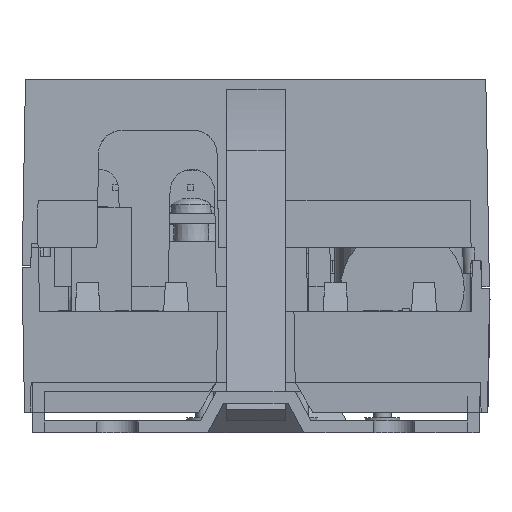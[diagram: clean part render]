
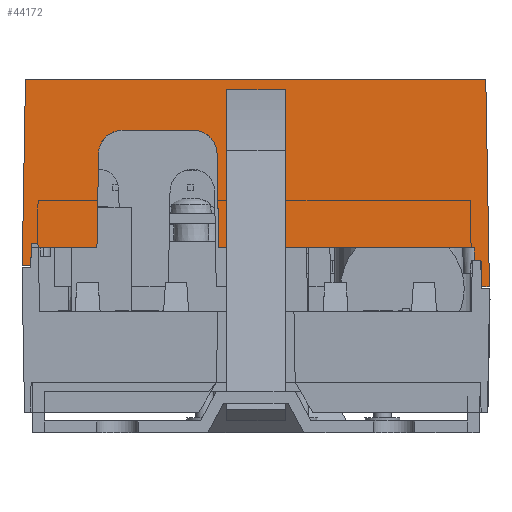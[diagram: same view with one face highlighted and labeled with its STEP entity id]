
A CAD part, front view. The second image highlights one B-rep face of the part: STEP entity #44172.
In plain terms, the highlighted face is planar.
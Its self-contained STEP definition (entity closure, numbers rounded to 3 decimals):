
#37547=ELLIPSE('',#155790,4.001,4.);
#37548=ELLIPSE('',#155791,4.001,4.);
#39756=FACE_OUTER_BOUND('',#81563,.T.);
#44172=ADVANCED_FACE('',(#39756),#48550,.T.);
#48550=PLANE('',#155792);
#58255=LINE('',#214064,#71531);
#58256=LINE('',#214072,#71532);
#58260=LINE('',#214083,#71536);
#58264=LINE('',#214091,#71540);
#58293=LINE('',#214154,#71569);
#58294=LINE('',#214157,#71570);
#58295=LINE('',#214159,#71571);
#58296=LINE('',#214161,#71572);
#58297=LINE('',#214163,#71573);
#58298=LINE('',#214165,#71574);
#58299=LINE('',#214169,#71575);
#58300=LINE('',#214173,#71576);
#58301=LINE('',#214174,#71577);
#58302=LINE('',#214175,#71578);
#58303=LINE('',#214176,#71579);
#58304=LINE('',#214177,#71580);
#58305=LINE('',#214179,#71581);
#58306=LINE('',#214181,#71582);
#58307=LINE('',#214183,#71583);
#58308=LINE('',#214185,#71584);
#71531=VECTOR('',#171009,1.);
#71532=VECTOR('',#171016,1.);
#71536=VECTOR('',#171024,1.);
#71540=VECTOR('',#171028,1.);
#71569=VECTOR('',#171083,1.);
#71570=VECTOR('',#171084,1.);
#71571=VECTOR('',#171085,1.);
#71572=VECTOR('',#171086,1.);
#71573=VECTOR('',#171087,1.);
#71574=VECTOR('',#171088,1.);
#71575=VECTOR('',#171091,1.);
#71576=VECTOR('',#171094,1.);
#71577=VECTOR('',#171095,1.);
#71578=VECTOR('',#171096,1.);
#71579=VECTOR('',#171097,1.);
#71580=VECTOR('',#171098,1.);
#71581=VECTOR('',#171099,1.);
#71582=VECTOR('',#171100,1.);
#71583=VECTOR('',#171101,1.);
#71584=VECTOR('',#171102,1.);
#81563=EDGE_LOOP('',(#99955,#99956,#99957,#99958,#99959,#99960,#99961,#99962,
#99963,#99964,#99965,#99966,#99967,#99968,#99969,#99970,#99971,#99972,#99973,
#99974,#99975,#99976));
#99955=ORIENTED_EDGE('',*,*,#139641,.T.);
#99956=ORIENTED_EDGE('',*,*,#139642,.F.);
#99957=ORIENTED_EDGE('',*,*,#139643,.T.);
#99958=ORIENTED_EDGE('',*,*,#139644,.F.);
#99959=ORIENTED_EDGE('',*,*,#139645,.F.);
#99960=ORIENTED_EDGE('',*,*,#139646,.F.);
#99961=ORIENTED_EDGE('',*,*,#139647,.T.);
#99962=ORIENTED_EDGE('',*,*,#139648,.F.);
#99963=ORIENTED_EDGE('',*,*,#139649,.T.);
#99964=ORIENTED_EDGE('',*,*,#139650,.F.);
#99965=ORIENTED_EDGE('',*,*,#139609,.F.);
#99966=ORIENTED_EDGE('',*,*,#139651,.T.);
#99967=ORIENTED_EDGE('',*,*,#139597,.T.);
#99968=ORIENTED_EDGE('',*,*,#139652,.F.);
#99969=ORIENTED_EDGE('',*,*,#139600,.T.);
#99970=ORIENTED_EDGE('',*,*,#139653,.T.);
#99971=ORIENTED_EDGE('',*,*,#139605,.F.);
#99972=ORIENTED_EDGE('',*,*,#139654,.T.);
#99973=ORIENTED_EDGE('',*,*,#139655,.T.);
#99974=ORIENTED_EDGE('',*,*,#139656,.T.);
#99975=ORIENTED_EDGE('',*,*,#139657,.F.);
#99976=ORIENTED_EDGE('',*,*,#139658,.T.);
#122872=VERTEX_POINT('',#214065);
#122873=VERTEX_POINT('',#214066);
#122874=VERTEX_POINT('',#214070);
#122875=VERTEX_POINT('',#214071);
#122877=VERTEX_POINT('',#214076);
#122880=VERTEX_POINT('',#214082);
#122881=VERTEX_POINT('',#214084);
#122884=VERTEX_POINT('',#214090);
#122906=VERTEX_POINT('',#214155);
#122907=VERTEX_POINT('',#214156);
#122908=VERTEX_POINT('',#214158);
#122909=VERTEX_POINT('',#214160);
#122910=VERTEX_POINT('',#214162);
#122911=VERTEX_POINT('',#214164);
#122912=VERTEX_POINT('',#214166);
#122913=VERTEX_POINT('',#214168);
#122914=VERTEX_POINT('',#214170);
#122915=VERTEX_POINT('',#214172);
#122916=VERTEX_POINT('',#214178);
#122917=VERTEX_POINT('',#214180);
#122918=VERTEX_POINT('',#214182);
#122919=VERTEX_POINT('',#214184);
#139597=EDGE_CURVE('',#122872,#122873,#58255,.T.);
#139600=EDGE_CURVE('',#122874,#122875,#58256,.T.);
#139605=EDGE_CURVE('',#122880,#122881,#58260,.T.);
#139609=EDGE_CURVE('',#122884,#122877,#58264,.T.);
#139641=EDGE_CURVE('',#122906,#122907,#58293,.T.);
#139642=EDGE_CURVE('',#122908,#122907,#58294,.T.);
#139643=EDGE_CURVE('',#122908,#122909,#58295,.T.);
#139644=EDGE_CURVE('',#122910,#122909,#58296,.T.);
#139645=EDGE_CURVE('',#122911,#122910,#58297,.T.);
#139646=EDGE_CURVE('',#122912,#122911,#58298,.T.);
#139647=EDGE_CURVE('',#122912,#122913,#37547,.T.);
#139648=EDGE_CURVE('',#122914,#122913,#58299,.T.);
#139649=EDGE_CURVE('',#122914,#122915,#37548,.T.);
#139650=EDGE_CURVE('',#122877,#122915,#58300,.T.);
#139651=EDGE_CURVE('',#122884,#122872,#58301,.T.);
#139652=EDGE_CURVE('',#122874,#122873,#58302,.T.);
#139653=EDGE_CURVE('',#122875,#122881,#58303,.T.);
#139654=EDGE_CURVE('',#122880,#122916,#58304,.T.);
#139655=EDGE_CURVE('',#122916,#122917,#58305,.T.);
#139656=EDGE_CURVE('',#122917,#122918,#58306,.T.);
#139657=EDGE_CURVE('',#122919,#122918,#58307,.T.);
#139658=EDGE_CURVE('',#122919,#122906,#58308,.T.);
#155790=AXIS2_PLACEMENT_3D('',#214167,#171089,#171090);
#155791=AXIS2_PLACEMENT_3D('',#214171,#171092,#171093);
#155792=AXIS2_PLACEMENT_3D('',#214186,#171103,#171104);
#171009=DIRECTION('',(0.017,0.,1.));
#171016=DIRECTION('',(-0.017,0.,-1.));
#171024=DIRECTION('',(0.,1.,0.));
#171028=DIRECTION('',(0.,1.,0.));
#171083=DIRECTION('',(0.,1.,0.));
#171084=DIRECTION('',(0.017,-0.017,1.));
#171085=DIRECTION('',(0.,-1.,0.));
#171086=DIRECTION('',(-0.017,0.017,-1.));
#171087=DIRECTION('',(0.,1.,0.));
#171088=DIRECTION('',(-0.017,0.017,-1.));
#171089=DIRECTION('',(1.,0.,-0.017));
#171090=DIRECTION('',(0.017,0.,1.));
#171091=DIRECTION('',(0.,1.,0.));
#171092=DIRECTION('',(1.,0.,-0.017));
#171093=DIRECTION('',(0.017,0.,1.));
#171094=DIRECTION('',(0.017,0.017,1.));
#171095=DIRECTION('',(0.017,0.,1.));
#171096=DIRECTION('',(0.,1.,0.));
#171097=DIRECTION('',(-0.017,0.,-1.));
#171098=DIRECTION('',(-0.017,-0.017,-1.));
#171099=DIRECTION('',(0.,-1.,0.));
#171100=DIRECTION('',(-0.017,-0.017,-1.));
#171101=DIRECTION('',(0.,1.,0.));
#171102=DIRECTION('',(0.017,0.017,1.));
#171103=DIRECTION('',(-1.,0.,0.017));
#171104=DIRECTION('',(-0.017,0.,-1.));
#214064=CARTESIAN_POINT('',(-132.799,-9.509,53.246));
#214065=CARTESIAN_POINT('',(-132.844,-9.509,50.67));
#214066=CARTESIAN_POINT('',(-132.754,-9.509,55.821));
#214070=CARTESIAN_POINT('',(-132.754,-19.509,55.821));
#214071=CARTESIAN_POINT('',(-132.844,-19.509,50.67));
#214072=CARTESIAN_POINT('',(-132.725,-19.509,57.484));
#214076=CARTESIAN_POINT('',(-133.224,-8.169,28.904));
#214082=CARTESIAN_POINT('',(-133.224,-51.578,28.904));
#214083=CARTESIAN_POINT('',(-133.224,-14.449,28.904));
#214084=CARTESIAN_POINT('',(-133.224,-19.509,28.904));
#214090=CARTESIAN_POINT('',(-133.224,-9.509,28.904));
#214091=CARTESIAN_POINT('',(-133.224,-14.449,28.904));
#214154=CARTESIAN_POINT('',(-132.725,-14.449,57.484));
#214155=CARTESIAN_POINT('',(-132.725,-53.579,57.484));
#214156=CARTESIAN_POINT('',(-132.725,24.681,57.484));
#214157=CARTESIAN_POINT('',(-132.683,24.638,59.936));
#214158=CARTESIAN_POINT('',(-133.278,25.233,25.854));
#214159=CARTESIAN_POINT('',(-133.278,24.681,25.854));
#214160=CARTESIAN_POINT('',(-133.278,23.763,25.854));
#214161=CARTESIAN_POINT('',(-132.683,23.168,59.936));
#214162=CARTESIAN_POINT('',(-133.224,23.709,28.904));
#214163=CARTESIAN_POINT('',(-133.224,-14.449,28.904));
#214164=CARTESIAN_POINT('',(-133.224,12.53,28.904));
#214165=CARTESIAN_POINT('',(-132.717,12.023,57.946));
#214166=CARTESIAN_POINT('',(-132.944,12.249,44.974));
#214167=CARTESIAN_POINT('',(-132.945,8.25,44.904));
#214168=CARTESIAN_POINT('',(-132.875,8.25,48.904));
#214169=CARTESIAN_POINT('',(-132.875,-14.449,48.904));
#214170=CARTESIAN_POINT('',(-132.875,-3.889,48.904));
#214171=CARTESIAN_POINT('',(-132.945,-3.889,44.904));
#214172=CARTESIAN_POINT('',(-132.944,-7.888,44.974));
#214173=CARTESIAN_POINT('',(-132.728,-7.672,57.366));
#214174=CARTESIAN_POINT('',(-132.799,-9.509,53.246));
#214175=CARTESIAN_POINT('',(-132.754,-19.509,55.821));
#214176=CARTESIAN_POINT('',(-132.725,-19.509,57.484));
#214177=CARTESIAN_POINT('',(-132.683,-51.037,59.936));
#214178=CARTESIAN_POINT('',(-133.26,-51.614,26.834));
#214179=CARTESIAN_POINT('',(-133.26,-51.079,26.834));
#214180=CARTESIAN_POINT('',(-133.26,-52.764,26.834));
#214181=CARTESIAN_POINT('',(-132.714,-52.218,58.143));
#214182=CARTESIAN_POINT('',(-133.34,-52.844,22.284));
#214183=CARTESIAN_POINT('',(-133.34,-14.449,22.284));
#214184=CARTESIAN_POINT('',(-133.34,-54.194,22.284));
#214185=CARTESIAN_POINT('',(-132.714,-53.567,58.167));
#214186=CARTESIAN_POINT('',(-132.725,-14.449,57.484));
